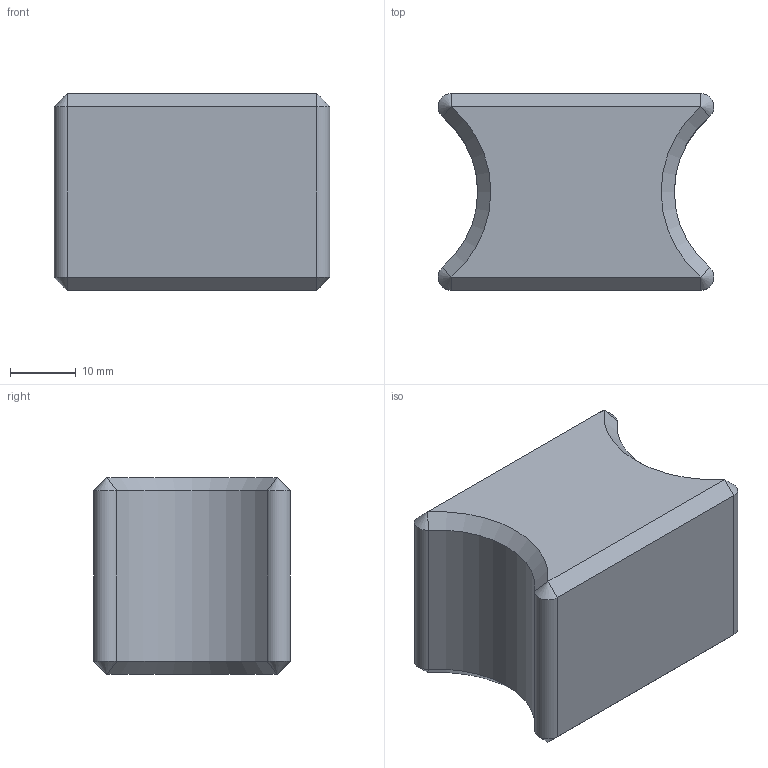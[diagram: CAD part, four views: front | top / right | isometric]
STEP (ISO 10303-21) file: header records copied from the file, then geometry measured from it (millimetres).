
FILE_DESCRIPTION(/* description */ (''),/* implementation_level */ '2;1');
FILE_NAME(/* name */ 'Print Table Load Spreading Spacer v1.step',/* time_stamp */ '2024-09-24T22:12:34-07:00',/* author */ (''),/* organization */ (''),/* preprocessor_version */ 'ST-DEVELOPER v20',/* originating_system */ 'Autodesk Translation Framework v13.14.0.145',/* authorisation */ '');
FILE_SCHEMA (('AUTOMOTIVE_DESIGN { 1 0 10303 214 3 1 1 }'));
Length unit declared in the file: millimetre
Products named in the file (1): Print Table Load Spreading Spacer
Bounding box: 42.09 x 30 x 30 mm (x, y, z)
Volume: 31084.5 mm3; surface area: 6192 mm2
Topology: 1 solids, 1 shells, 26 faces, 56 edges, 24 vertices
Faces by surface type: cone 12, plane 8, cylinder 6
Entity records: 649 total; most frequent: DIRECTION 118, CARTESIAN_POINT 99, ORIENTED_EDGE 96, EDGE_CURVE 48, AXIS2_PLACEMENT_3D 43, LINE 32, VECTOR 32, FACE_OUTER_BOUND 26
